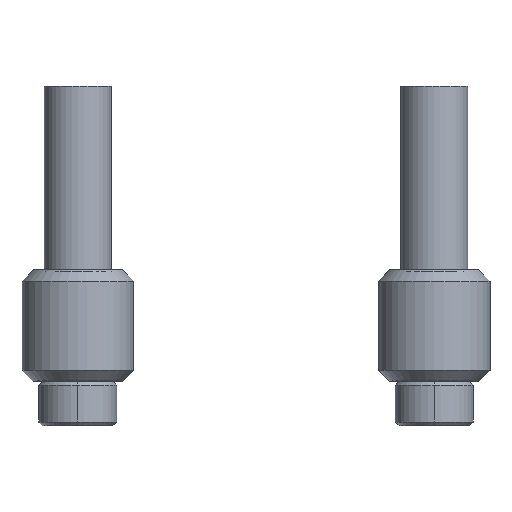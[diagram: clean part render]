
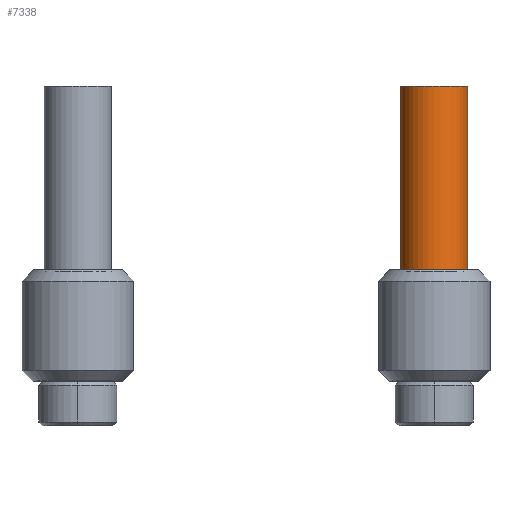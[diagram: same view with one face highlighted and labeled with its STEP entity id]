
A CAD part, left-side view. The second image highlights one B-rep face of the part: STEP entity #7338.
In plain terms, the highlighted cylindrical face has radius 3 mm (diameter 6 mm), a partial arc.
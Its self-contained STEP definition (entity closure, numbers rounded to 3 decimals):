
#39 = CIRCLE ( 'NONE', #14950, 3. ) ;
#134 = EDGE_CURVE ( 'NONE', #4284, #3754, #39, .T. ) ;
#661 = ORIENTED_EDGE ( 'NONE', *, *, #134, .T. ) ;
#993 = DIRECTION ( 'NONE',  ( 0., 0., -1. ) ) ;
#1321 = EDGE_LOOP ( 'NONE', ( #14851, #7389, #14306, #661 ) ) ;
#1400 = FACE_OUTER_BOUND ( 'NONE', #1321, .T. ) ;
#2775 = CARTESIAN_POINT ( 'NONE',  ( 0., 0., -3. ) ) ;
#3147 = CIRCLE ( 'NONE', #10212, 3. ) ;
#3754 = VERTEX_POINT ( 'NONE', #11384 ) ;
#4068 = DIRECTION ( 'NONE',  ( 0., 0., 1. ) ) ;
#4284 = VERTEX_POINT ( 'NONE', #2775 ) ;
#4378 = CARTESIAN_POINT ( 'NONE',  ( 0., 16.5, 0. ) ) ;
#4960 = CARTESIAN_POINT ( 'NONE',  ( 0., 16.5, 0. ) ) ;
#5009 = DIRECTION ( 'NONE',  ( 0., 0., 1. ) ) ;
#6109 = VERTEX_POINT ( 'NONE', #7095 ) ;
#6943 = EDGE_CURVE ( 'NONE', #6109, #3754, #12819, .T. ) ;
#7095 = CARTESIAN_POINT ( 'NONE',  ( 0., 16.5, 3. ) ) ;
#7281 = CARTESIAN_POINT ( 'NONE',  ( 0., 16.5, 3. ) ) ;
#7338 = ADVANCED_FACE ( 'NONE', ( #1400 ), #14800, .T. ) ;
#7389 = ORIENTED_EDGE ( 'NONE', *, *, #13117, .F. ) ;
#7690 = LINE ( 'NONE', #9321, #13292 ) ;
#9321 = CARTESIAN_POINT ( 'NONE',  ( 0., 16.5, -3. ) ) ;
#9614 = DIRECTION ( 'NONE',  ( 0., -1., 0. ) ) ;
#9971 = AXIS2_PLACEMENT_3D ( 'NONE', #4378, #14804, #993 ) ;
#10103 = VERTEX_POINT ( 'NONE', #11067 ) ;
#10212 = AXIS2_PLACEMENT_3D ( 'NONE', #4960, #12001, #5009 ) ;
#10533 = EDGE_CURVE ( 'NONE', #10103, #4284, #7690, .T. ) ;
#11017 = CARTESIAN_POINT ( 'NONE',  ( 0., 0., 0. ) ) ;
#11067 = CARTESIAN_POINT ( 'NONE',  ( 0., 16.5, -3. ) ) ;
#11384 = CARTESIAN_POINT ( 'NONE',  ( 0., 0., 3. ) ) ;
#11504 = DIRECTION ( 'NONE',  ( 0., -1., 0. ) ) ;
#12001 = DIRECTION ( 'NONE',  ( 0., 1., 0. ) ) ;
#12819 = LINE ( 'NONE', #7281, #13918 ) ;
#13117 = EDGE_CURVE ( 'NONE', #10103, #6109, #3147, .T. ) ;
#13292 = VECTOR ( 'NONE', #11504, 1000. ) ;
#13918 = VECTOR ( 'NONE', #9614, 1000. ) ;
#14306 = ORIENTED_EDGE ( 'NONE', *, *, #10533, .T. ) ;
#14488 = DIRECTION ( 'NONE',  ( 0., 1., 0. ) ) ;
#14800 = CYLINDRICAL_SURFACE ( 'NONE', #9971, 3. ) ;
#14804 = DIRECTION ( 'NONE',  ( 0., -1., 0. ) ) ;
#14851 = ORIENTED_EDGE ( 'NONE', *, *, #6943, .F. ) ;
#14950 = AXIS2_PLACEMENT_3D ( 'NONE', #11017, #14488, #4068 ) ;
